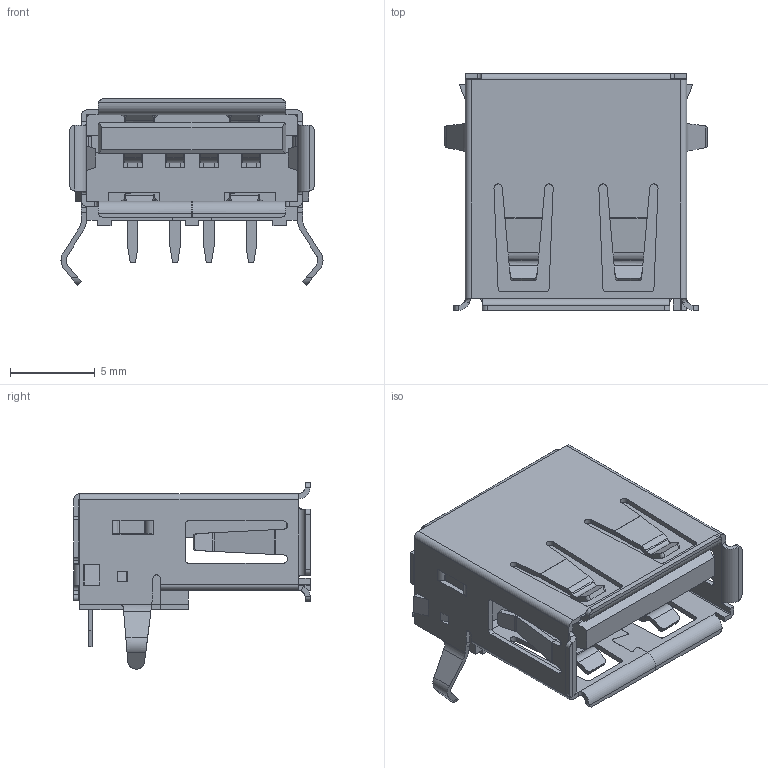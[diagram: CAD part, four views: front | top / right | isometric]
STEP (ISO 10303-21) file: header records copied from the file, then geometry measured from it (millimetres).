
FILE_DESCRIPTION (( 'STEP AP214' ), '1' );
FILE_NAME ('USB-A-TH_QZ-N53-USB0024-1.STEP', '2025-02-13T10:34:25', ( '' ), ( '' ), 'SwSTEP 2.0', 'SolidWorks 2021', '' );
FILE_SCHEMA (( 'AUTOMOTIVE_DESIGN' ));
Length unit declared in the file: millimetre
Products named in the file (1): USB-A-TH_QZ-N53-USB0024-1
Bounding box: 15.5 x 14 x 11.01 mm (x, y, z)
Volume: 552.5 mm3; surface area: 2084.5 mm2
Topology: 6 solids, 6 shells, 954 faces, 2625 edges, 1678 vertices
Faces by surface type: plane 633, cylinder 267, bspline 46, torus 8
Entity records: 41171 total; most frequent: CARTESIAN_POINT 6467, ORIENTED_EDGE 5250, DIRECTION 4724, EDGE_CURVE 2625, LINE 1994, VECTOR 1994, VERTEX_POINT 1678, AXIS2_PLACEMENT_3D 1365
